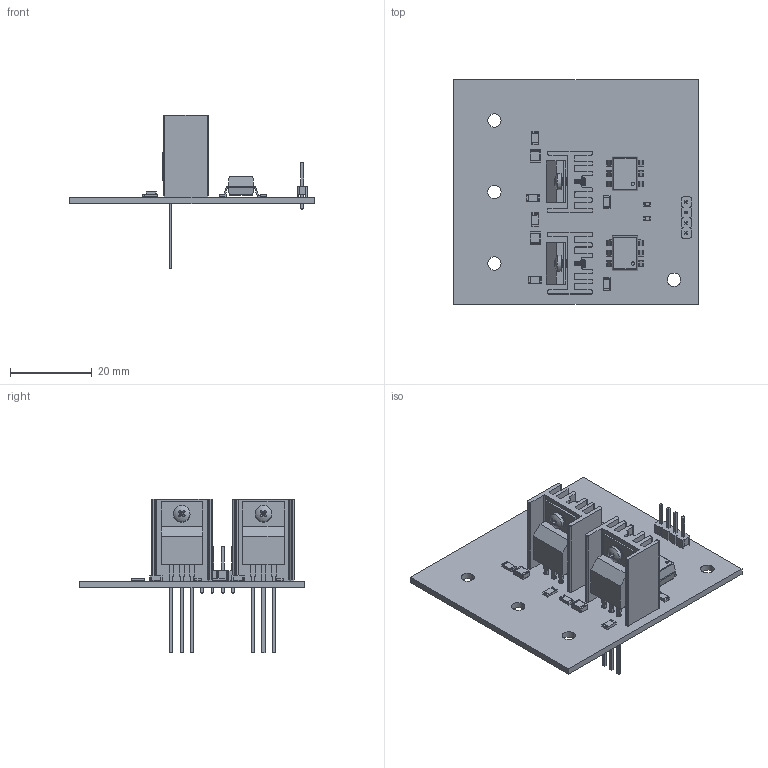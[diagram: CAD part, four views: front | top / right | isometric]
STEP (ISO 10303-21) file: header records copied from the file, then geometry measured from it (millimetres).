
FILE_DESCRIPTION(('Open CASCADE Model'),'2;1');
FILE_NAME('Open CASCADE Shape Model','2022-03-13T19:36:28',('Author'),( 'Open CASCADE'),'Open CASCADE STEP processor 6.8','Open CASCADE 6.8' ,'Unknown');
FILE_SCHEMA(('AUTOMOTIVE_DESIGN { 1 0 10303 214 1 1 1 1 }'));
Length unit declared in the file: millimetre
Products named in the file (43): PCB; Board; Open CASCADE STEP translator 6.8 3.1.1; D2; 6512097952; Tab; Body; PinsArray; D1; U2; 6649143744; PinsArrayLR; U1; R8; RESC-1206; Open CASCADE STEP translator 6.8 3.6.1.1; Open CASCADE STEP translator 6.8 3.6.1.2; R7; R6; R5; R4; R3; R2; RESC-0603; Open CASCADE STEP translator 6.8 3.12.1.1; Open CASCADE STEP translator 6.8 3.12.1.2; R1; JP1; 61300411121; 6130xx11121_PIN; HS2; HeatsinkTO220_RGB8421504; HeatSink; M2x6-Screw; HS1; C2; 7858933824; Fillet1; Fillet2; body2 ...
Assembly tree (55 placements, depth 4):
  PCB
    Board
      Open CASCADE STEP translator 6.8 3.1.1
    D2
      6512097952
        Tab
        Body
        PinsArray
    D1
      6512097952
        Tab
        Body
        PinsArray
    U2
      6649143744
        Body
        PinsArrayLR
    U1
      6649143744
        Body
        PinsArrayLR
    R8
      RESC-1206
        Open CASCADE STEP translator 6.8 3.6.1.1
        Open CASCADE STEP translator 6.8 3.6.1.2
    R7
      RESC-1206
        Open CASCADE STEP translator 6.8 3.6.1.1
        Open CASCADE STEP translator 6.8 3.6.1.2
    R6
      RESC-1206
        Open CASCADE STEP translator 6.8 3.6.1.1
        Open CASCADE STEP translator 6.8 3.6.1.2
    R5
      RESC-1206
        Open CASCADE STEP translator 6.8 3.6.1.1
        Open CASCADE STEP translator 6.8 3.6.1.2
    R4
      RESC-1206
        Open CASCADE STEP translator 6.8 3.6.1.1
        Open CASCADE STEP translator 6.8 3.6.1.2
    R3
      RESC-1206
        Open CASCADE STEP translator 6.8 3.6.1.1
        Open CASCADE STEP translator 6.8 3.6.1.2
    R2
      RESC-0603
        Open CASCADE STEP translator 6.8 3.12.1.1
        Open CASCADE STEP translator 6.8 3.12.1.2
    R1
      RESC-0603
        Open CASCADE STEP translator 6.8 3.12.1.1
        Open CASCADE STEP translator 6.8 3.12.1.2
    JP1
      61300411121
        6130xx11121_PIN  x4
        61300411121
    HS2
      HeatsinkTO220_RGB8421504
        HeatSink
Bounding box: 60 x 55 x 37.55 mm (x, y, z)
Volume: 9304.4 mm3; surface area: 13997.3 mm2
Topology: 64 solids, 64 shells, 1256 faces, 3202 edges, 2118 vertices
Faces by surface type: plane 824, cylinder 282, bspline 118, sphere 18, cone 12, revolution 2
Full cylindrical faces by diameter (mm): 0.794 x2, 1.1 x4, 1.28 x6, 1.6 x2, 2 x4, 3.3 x4, 4 x2, 4.063 x2
Entity records: 22113 total; most frequent: CARTESIAN_POINT 6737, ORIENTED_EDGE 2758, DIRECTION 2654, EDGE_CURVE 1379, LINE 977, VECTOR 977, VERTEX_POINT 881, AXIS2_PLACEMENT_3D 838
